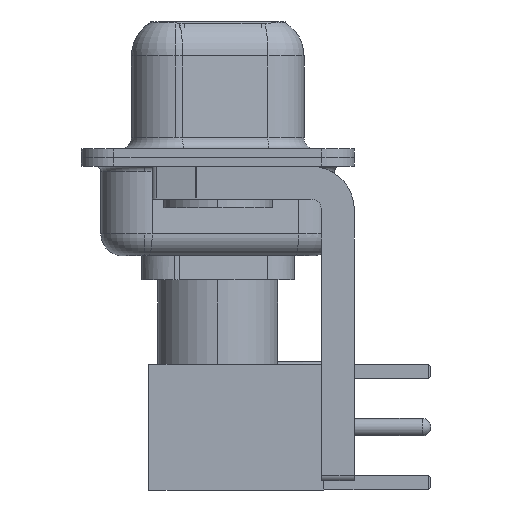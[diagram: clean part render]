
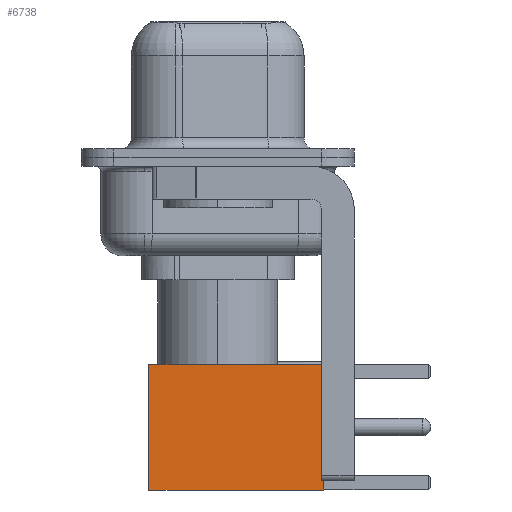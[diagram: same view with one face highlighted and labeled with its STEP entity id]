
A CAD part, left-side view. The second image highlights one B-rep face of the part: STEP entity #6738.
In plain terms, the highlighted face is planar.
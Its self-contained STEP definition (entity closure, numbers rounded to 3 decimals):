
#1608 = VERTEX_POINT ( 'NONE', #21575 ) ;
#2080 = ORIENTED_EDGE ( 'NONE', *, *, #23428, .F. ) ;
#2452 = LINE ( 'NONE', #6993, #13879 ) ;
#3219 = PLANE ( 'NONE',  #8068 ) ;
#3563 = EDGE_CURVE ( 'NONE', #14055, #11385, #9486, .T. ) ;
#6738 = ADVANCED_FACE ( 'NONE', ( #16857 ), #3219, .T. ) ;
#6993 = CARTESIAN_POINT ( 'NONE',  ( 0., 2.875, 8. ) ) ;
#8068 = AXIS2_PLACEMENT_3D ( 'NONE', #12160, #16707, #18773 ) ;
#8807 = CARTESIAN_POINT ( 'NONE',  ( -2.875, 2.875, 0. ) ) ;
#9341 = VECTOR ( 'NONE', #26696, 1000. ) ;
#9486 = LINE ( 'NONE', #15801, #26151 ) ;
#11385 = VERTEX_POINT ( 'NONE', #8807 ) ;
#11948 = CARTESIAN_POINT ( 'NONE',  ( -2.875, 2.875, 0. ) ) ;
#12160 = CARTESIAN_POINT ( 'NONE',  ( 2.875, 2.875, 0. ) ) ;
#13215 = ORIENTED_EDGE ( 'NONE', *, *, #23457, .F. ) ;
#13879 = VECTOR ( 'NONE', #20764, 1000. ) ;
#14055 = VERTEX_POINT ( 'NONE', #17030 ) ;
#15801 = CARTESIAN_POINT ( 'NONE',  ( 0., 2.875, 0. ) ) ;
#16225 = DIRECTION ( 'NONE',  ( -1., 0., 0. ) ) ;
#16509 = DIRECTION ( 'NONE',  ( 0., 0., -1. ) ) ;
#16707 = DIRECTION ( 'NONE',  ( 0., 1., 0. ) ) ;
#16857 = FACE_OUTER_BOUND ( 'NONE', #23596, .T. ) ;
#17030 = CARTESIAN_POINT ( 'NONE',  ( 2.875, 2.875, 0. ) ) ;
#17610 = ORIENTED_EDGE ( 'NONE', *, *, #27496, .T. ) ;
#17732 = LINE ( 'NONE', #19659, #9341 ) ;
#17780 = ORIENTED_EDGE ( 'NONE', *, *, #3563, .T. ) ;
#18773 = DIRECTION ( 'NONE',  ( 0., 0., 1. ) ) ;
#19475 = CARTESIAN_POINT ( 'NONE',  ( 2.875, 2.875, 8. ) ) ;
#19659 = CARTESIAN_POINT ( 'NONE',  ( 2.875, 2.875, 0. ) ) ;
#20764 = DIRECTION ( 'NONE',  ( -1., 0., 0. ) ) ;
#21349 = LINE ( 'NONE', #11948, #23264 ) ;
#21575 = CARTESIAN_POINT ( 'NONE',  ( -2.875, 2.875, 8. ) ) ;
#21815 = VERTEX_POINT ( 'NONE', #19475 ) ;
#23264 = VECTOR ( 'NONE', #16509, 1000. ) ;
#23428 = EDGE_CURVE ( 'NONE', #21815, #1608, #2452, .T. ) ;
#23457 = EDGE_CURVE ( 'NONE', #1608, #11385, #21349, .T. ) ;
#23596 = EDGE_LOOP ( 'NONE', ( #17610, #17780, #13215, #2080 ) ) ;
#26151 = VECTOR ( 'NONE', #16225, 1000. ) ;
#26696 = DIRECTION ( 'NONE',  ( 0., 0., -1. ) ) ;
#27496 = EDGE_CURVE ( 'NONE', #21815, #14055, #17732, .T. ) ;
